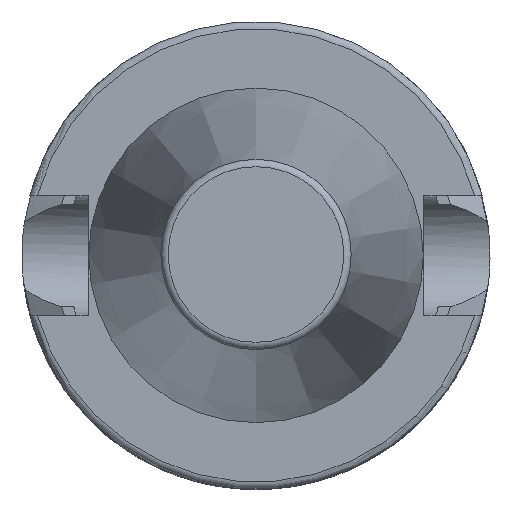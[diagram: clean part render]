
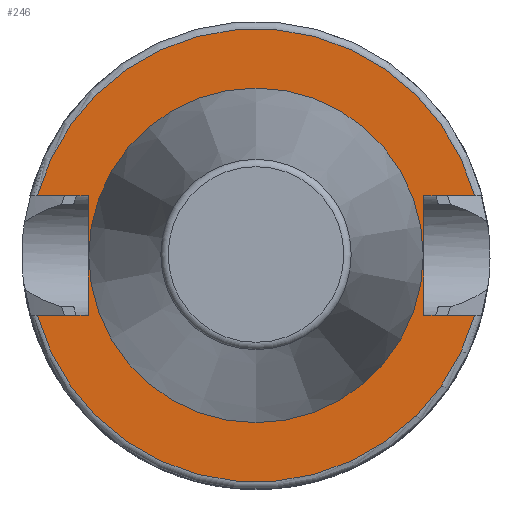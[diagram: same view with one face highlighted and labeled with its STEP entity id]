
A CAD part, top view. The second image highlights one B-rep face of the part: STEP entity #246.
In plain terms, the highlighted planar face has unit normal (0, 0, 1).
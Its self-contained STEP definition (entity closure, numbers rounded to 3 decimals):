
#56=LINE('',#1311,#88);
#58=LINE('',#1317,#90);
#59=LINE('',#1321,#91);
#60=LINE('',#1323,#92);
#61=LINE('',#1325,#93);
#62=LINE('',#1329,#94);
#88=VECTOR('',#1060,1.);
#90=VECTOR('',#1066,1.);
#91=VECTOR('',#1069,1.);
#92=VECTOR('',#1070,1.);
#93=VECTOR('',#1071,1.);
#94=VECTOR('',#1074,1.);
#211=FACE_BOUND('',#368,.T.);
#212=FACE_BOUND('',#369,.T.);
#246=ADVANCED_FACE('',(#211,#212),#280,.T.);
#280=PLANE('',#901);
#368=EDGE_LOOP('',(#462));
#369=EDGE_LOOP('',(#463,#464,#465,#466,#467,#468,#469,#470));
#462=ORIENTED_EDGE('',*,*,#708,.F.);
#463=ORIENTED_EDGE('',*,*,#706,.T.);
#464=ORIENTED_EDGE('',*,*,#709,.T.);
#465=ORIENTED_EDGE('',*,*,#710,.F.);
#466=ORIENTED_EDGE('',*,*,#711,.T.);
#467=ORIENTED_EDGE('',*,*,#712,.T.);
#468=ORIENTED_EDGE('',*,*,#713,.T.);
#469=ORIENTED_EDGE('',*,*,#714,.F.);
#470=ORIENTED_EDGE('',*,*,#715,.T.);
#630=VERTEX_POINT('',#1310);
#631=VERTEX_POINT('',#1312);
#632=VERTEX_POINT('',#1316);
#633=VERTEX_POINT('',#1318);
#634=VERTEX_POINT('',#1320);
#635=VERTEX_POINT('',#1322);
#636=VERTEX_POINT('',#1324);
#637=VERTEX_POINT('',#1326);
#638=VERTEX_POINT('',#1328);
#706=EDGE_CURVE('',#631,#630,#56,.T.);
#708=EDGE_CURVE('',#632,#632,#793,.T.);
#709=EDGE_CURVE('',#630,#633,#58,.T.);
#710=EDGE_CURVE('',#634,#633,#794,.T.);
#711=EDGE_CURVE('',#634,#635,#59,.T.);
#712=EDGE_CURVE('',#635,#636,#60,.T.);
#713=EDGE_CURVE('',#636,#637,#61,.T.);
#714=EDGE_CURVE('',#638,#637,#795,.T.);
#715=EDGE_CURVE('',#638,#631,#62,.T.);
#793=CIRCLE('',#898,22.517);
#794=CIRCLE('',#899,30.5);
#795=CIRCLE('',#900,30.5);
#898=AXIS2_PLACEMENT_3D('',#1315,#1064,#1065);
#899=AXIS2_PLACEMENT_3D('',#1319,#1067,#1068);
#900=AXIS2_PLACEMENT_3D('',#1327,#1072,#1073);
#901=AXIS2_PLACEMENT_3D('',#1330,#1075,#1076);
#1060=DIRECTION('',(0.,1.,0.));
#1064=DIRECTION('',(0.,0.,1.));
#1065=DIRECTION('',(1.,0.,0.));
#1066=DIRECTION('',(1.,0.,0.));
#1067=DIRECTION('',(0.,0.,-1.));
#1068=DIRECTION('',(0.,-1.,0.));
#1069=DIRECTION('',(1.,0.,0.));
#1070=DIRECTION('',(0.,-1.,0.));
#1071=DIRECTION('',(-1.,0.,0.));
#1072=DIRECTION('',(0.,0.,-1.));
#1073=DIRECTION('',(0.,-1.,0.));
#1074=DIRECTION('',(-1.,0.,0.));
#1075=DIRECTION('',(0.,0.,1.));
#1076=DIRECTION('',(0.,1.,0.));
#1310=CARTESIAN_POINT('',(22.6,8.05,-2.));
#1311=CARTESIAN_POINT('',(22.6,0.,-2.));
#1312=CARTESIAN_POINT('',(22.6,-8.05,-2.));
#1315=CARTESIAN_POINT('',(0.,0.,-2.));
#1316=CARTESIAN_POINT('',(22.517,0.,-2.));
#1317=CARTESIAN_POINT('',(-3.95,8.05,-2.));
#1318=CARTESIAN_POINT('',(29.418,8.05,-2.));
#1319=CARTESIAN_POINT('',(0.,0.,-2.));
#1320=CARTESIAN_POINT('',(-29.418,8.05,-2.));
#1321=CARTESIAN_POINT('',(-26.55,8.05,-2.));
#1322=CARTESIAN_POINT('',(-22.6,8.05,-2.));
#1323=CARTESIAN_POINT('',(-22.6,0.,-2.));
#1324=CARTESIAN_POINT('',(-22.6,-8.05,-2.));
#1325=CARTESIAN_POINT('',(-26.55,-8.05,-2.));
#1326=CARTESIAN_POINT('',(-29.418,-8.05,-2.));
#1327=CARTESIAN_POINT('',(0.,0.,-2.));
#1328=CARTESIAN_POINT('',(29.418,-8.05,-2.));
#1329=CARTESIAN_POINT('',(-3.95,-8.05,-2.));
#1330=CARTESIAN_POINT('',(-30.5,0.,-2.));
